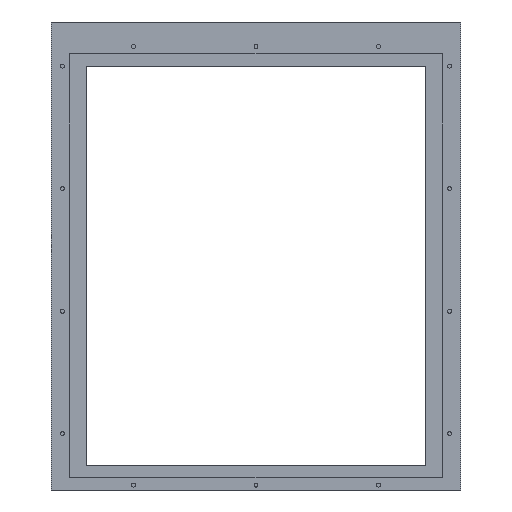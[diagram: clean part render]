
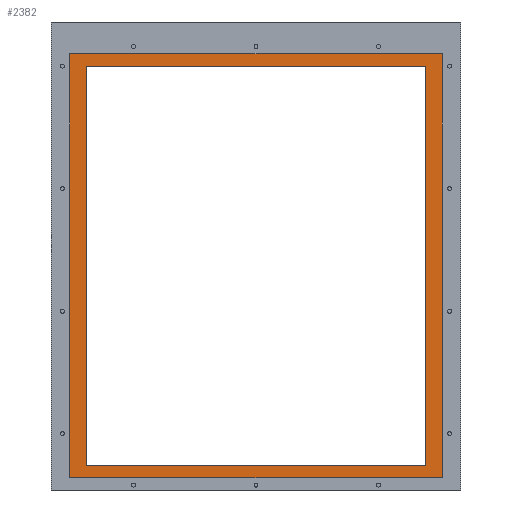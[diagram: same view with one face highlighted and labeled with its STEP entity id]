
A CAD part, front view. The second image highlights one B-rep face of the part: STEP entity #2382.
In plain terms, the highlighted planar face has unit normal (0, -1, 0).
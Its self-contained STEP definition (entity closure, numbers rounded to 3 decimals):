
#2335=AXIS2_PLACEMENT_3D('Plane Axis2P3D',#2332,#2333,#2334) ;
#2188=CARTESIAN_POINT('Vertex',(261.999,-144.5,346.5)) ;
#2204=CARTESIAN_POINT('Vertex',(261.999,-144.5,20.5)) ;
#2207=CARTESIAN_POINT('Line Origine',(261.999,-144.5,183.5)) ;
#2231=CARTESIAN_POINT('Line Origine',(123.499,-144.5,346.5)) ;
#2235=CARTESIAN_POINT('Vertex',(-15.001,-144.5,346.5)) ;
#2310=CARTESIAN_POINT('Vertex',(-15.001,-144.5,20.5)) ;
#2313=CARTESIAN_POINT('Line Origine',(123.499,-144.5,20.5)) ;
#2332=CARTESIAN_POINT('Axis2P3D Location',(-28.501,-144.5,196.5)) ;
#2337=CARTESIAN_POINT('Line Origine',(275.499,-144.5,183.5)) ;
#2341=CARTESIAN_POINT('Vertex',(275.499,-144.5,356.5)) ;
#2343=CARTESIAN_POINT('Vertex',(275.499,-144.5,10.5)) ;
#2346=CARTESIAN_POINT('Line Origine',(123.499,-144.5,356.5)) ;
#2350=CARTESIAN_POINT('Vertex',(-28.501,-144.5,356.5)) ;
#2353=CARTESIAN_POINT('Line Origine',(-28.501,-144.5,183.5)) ;
#2357=CARTESIAN_POINT('Vertex',(-28.501,-144.5,10.5)) ;
#2360=CARTESIAN_POINT('Line Origine',(123.499,-144.5,10.5)) ;
#2371=CARTESIAN_POINT('Line Origine',(-15.001,-144.5,183.5)) ;
#2208=DIRECTION('Vector Direction',(0.,0.,-1.)) ;
#2232=DIRECTION('Vector Direction',(-1.,0.,0.)) ;
#2314=DIRECTION('Vector Direction',(-1.,0.,0.)) ;
#2333=DIRECTION('Axis2P3D Direction',(0.,1.,0.)) ;
#2334=DIRECTION('Axis2P3D XDirection',(1.,0.,0.)) ;
#2338=DIRECTION('Vector Direction',(0.,0.,-1.)) ;
#2347=DIRECTION('Vector Direction',(-1.,0.,0.)) ;
#2354=DIRECTION('Vector Direction',(0.,0.,-1.)) ;
#2361=DIRECTION('Vector Direction',(-1.,0.,0.)) ;
#2372=DIRECTION('Vector Direction',(0.,0.,-1.)) ;
#2209=VECTOR('Line Direction',#2208,1.) ;
#2233=VECTOR('Line Direction',#2232,1.) ;
#2315=VECTOR('Line Direction',#2314,1.) ;
#2339=VECTOR('Line Direction',#2338,1.) ;
#2348=VECTOR('Line Direction',#2347,1.) ;
#2355=VECTOR('Line Direction',#2354,1.) ;
#2362=VECTOR('Line Direction',#2361,1.) ;
#2373=VECTOR('Line Direction',#2372,1.) ;
#2366=ORIENTED_EDGE('',*,*,#2345,.F.) ;
#2367=ORIENTED_EDGE('',*,*,#2352,.T.) ;
#2368=ORIENTED_EDGE('',*,*,#2359,.F.) ;
#2369=ORIENTED_EDGE('',*,*,#2364,.F.) ;
#2377=ORIENTED_EDGE('',*,*,#2237,.F.) ;
#2378=ORIENTED_EDGE('',*,*,#2211,.T.) ;
#2379=ORIENTED_EDGE('',*,*,#2317,.T.) ;
#2380=ORIENTED_EDGE('',*,*,#2375,.F.) ;
#2381=FACE_BOUND('',#2376,.T.) ;
#2382=ADVANCED_FACE('RB6573001_1PA_001_00_MOSTRINA_(FLANGE)',(#2370,#2381),#2336,.F.) ;
#2211=EDGE_CURVE('',#2189,#2205,#2210,.T.) ;
#2237=EDGE_CURVE('',#2189,#2236,#2234,.T.) ;
#2317=EDGE_CURVE('',#2205,#2311,#2316,.T.) ;
#2345=EDGE_CURVE('',#2342,#2344,#2340,.T.) ;
#2352=EDGE_CURVE('',#2342,#2351,#2349,.T.) ;
#2359=EDGE_CURVE('',#2358,#2351,#2356,.F.) ;
#2364=EDGE_CURVE('',#2344,#2358,#2363,.T.) ;
#2375=EDGE_CURVE('',#2236,#2311,#2374,.T.) ;
#2365=EDGE_LOOP('',(#2366,#2367,#2368,#2369)) ;
#2376=EDGE_LOOP('',(#2377,#2378,#2379,#2380)) ;
#2370=FACE_OUTER_BOUND('',#2365,.T.) ;
#2210=LINE('Line',#2207,#2209) ;
#2234=LINE('Line',#2231,#2233) ;
#2316=LINE('Line',#2313,#2315) ;
#2340=LINE('Line',#2337,#2339) ;
#2349=LINE('Line',#2346,#2348) ;
#2356=LINE('Line',#2353,#2355) ;
#2363=LINE('Line',#2360,#2362) ;
#2374=LINE('Line',#2371,#2373) ;
#2336=PLANE('',#2335) ;
#2189=VERTEX_POINT('',#2188) ;
#2205=VERTEX_POINT('',#2204) ;
#2236=VERTEX_POINT('',#2235) ;
#2311=VERTEX_POINT('',#2310) ;
#2342=VERTEX_POINT('',#2341) ;
#2344=VERTEX_POINT('',#2343) ;
#2351=VERTEX_POINT('',#2350) ;
#2358=VERTEX_POINT('',#2357) ;
